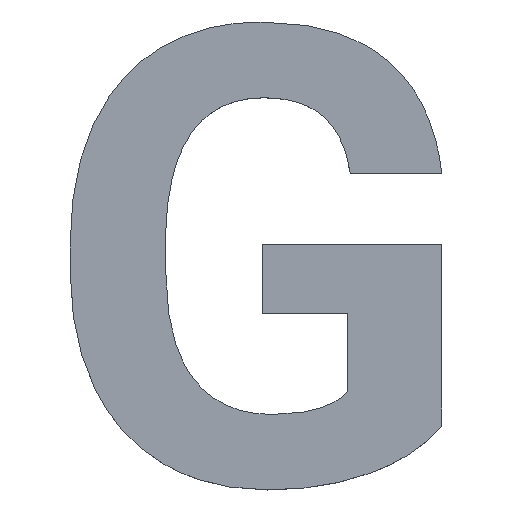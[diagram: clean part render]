
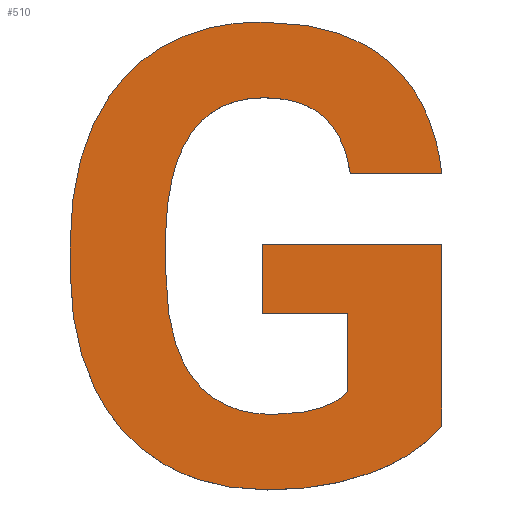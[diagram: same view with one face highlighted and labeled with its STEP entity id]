
A CAD part, top view. The second image highlights one B-rep face of the part: STEP entity #510.
In plain terms, the highlighted planar face has unit normal (0, 0, 1).
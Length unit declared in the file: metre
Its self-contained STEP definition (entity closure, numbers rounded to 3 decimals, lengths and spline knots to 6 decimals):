
#21=PLANE('',#533);
#24=LINE('',#619,#65);
#27=LINE('',#625,#68);
#30=LINE('',#631,#71);
#33=LINE('',#637,#74);
#36=LINE('',#643,#77);
#42=LINE('',#700,#83);
#49=LINE('',#774,#90);
#57=LINE('',#865,#98);
#65=VECTOR('',#540,1.);
#68=VECTOR('',#545,1.);
#71=VECTOR('',#550,1.);
#74=VECTOR('',#555,1.);
#77=VECTOR('',#560,1.);
#83=VECTOR('',#568,1.);
#90=VECTOR('',#577,1.);
#98=VECTOR('',#587,1.);
#229=ORIENTED_EDGE('',*,*,#254,.F.);
#230=ORIENTED_EDGE('',*,*,#258,.F.);
#231=ORIENTED_EDGE('',*,*,#261,.F.);
#232=ORIENTED_EDGE('',*,*,#264,.F.);
#233=ORIENTED_EDGE('',*,*,#267,.F.);
#234=ORIENTED_EDGE('',*,*,#270,.F.);
#235=ORIENTED_EDGE('',*,*,#273,.F.);
#236=ORIENTED_EDGE('',*,*,#276,.F.);
#237=ORIENTED_EDGE('',*,*,#279,.F.);
#238=ORIENTED_EDGE('',*,*,#282,.F.);
#239=ORIENTED_EDGE('',*,*,#285,.F.);
#240=ORIENTED_EDGE('',*,*,#288,.F.);
#241=ORIENTED_EDGE('',*,*,#291,.F.);
#242=ORIENTED_EDGE('',*,*,#294,.F.);
#243=ORIENTED_EDGE('',*,*,#297,.F.);
#244=ORIENTED_EDGE('',*,*,#300,.F.);
#245=ORIENTED_EDGE('',*,*,#303,.F.);
#246=ORIENTED_EDGE('',*,*,#306,.F.);
#247=ORIENTED_EDGE('',*,*,#309,.F.);
#248=ORIENTED_EDGE('',*,*,#312,.F.);
#249=ORIENTED_EDGE('',*,*,#315,.F.);
#250=ORIENTED_EDGE('',*,*,#318,.F.);
#251=ORIENTED_EDGE('',*,*,#321,.F.);
#252=ORIENTED_EDGE('',*,*,#324,.F.);
#253=ORIENTED_EDGE('',*,*,#327,.F.);
#254=EDGE_CURVE('',#329,#330,#379,.T.);
#258=EDGE_CURVE('',#333,#329,#24,.T.);
#261=EDGE_CURVE('',#335,#333,#27,.T.);
#264=EDGE_CURVE('',#337,#335,#30,.T.);
#267=EDGE_CURVE('',#339,#337,#33,.T.);
#270=EDGE_CURVE('',#341,#339,#36,.T.);
#273=EDGE_CURVE('',#343,#341,#381,.T.);
#276=EDGE_CURVE('',#345,#343,#383,.T.);
#279=EDGE_CURVE('',#347,#345,#385,.T.);
#282=EDGE_CURVE('',#349,#347,#42,.T.);
#285=EDGE_CURVE('',#351,#349,#387,.T.);
#288=EDGE_CURVE('',#353,#351,#389,.T.);
#291=EDGE_CURVE('',#355,#353,#391,.T.);
#294=EDGE_CURVE('',#357,#355,#393,.T.);
#297=EDGE_CURVE('',#359,#357,#49,.T.);
#300=EDGE_CURVE('',#361,#359,#395,.T.);
#303=EDGE_CURVE('',#363,#361,#397,.T.);
#306=EDGE_CURVE('',#365,#363,#399,.T.);
#309=EDGE_CURVE('',#367,#365,#401,.T.);
#312=EDGE_CURVE('',#369,#367,#403,.T.);
#315=EDGE_CURVE('',#371,#369,#57,.T.);
#318=EDGE_CURVE('',#373,#371,#405,.T.);
#321=EDGE_CURVE('',#375,#373,#407,.T.);
#324=EDGE_CURVE('',#377,#375,#409,.T.);
#327=EDGE_CURVE('',#330,#377,#411,.T.);
#329=VERTEX_POINT('',#609);
#330=VERTEX_POINT('',#610);
#333=VERTEX_POINT('',#620);
#335=VERTEX_POINT('',#626);
#337=VERTEX_POINT('',#632);
#339=VERTEX_POINT('',#638);
#341=VERTEX_POINT('',#644);
#343=VERTEX_POINT('',#659);
#345=VERTEX_POINT('',#676);
#347=VERTEX_POINT('',#693);
#349=VERTEX_POINT('',#701);
#351=VERTEX_POINT('',#716);
#353=VERTEX_POINT('',#733);
#355=VERTEX_POINT('',#750);
#357=VERTEX_POINT('',#767);
#359=VERTEX_POINT('',#775);
#361=VERTEX_POINT('',#790);
#363=VERTEX_POINT('',#807);
#365=VERTEX_POINT('',#824);
#367=VERTEX_POINT('',#841);
#369=VERTEX_POINT('',#858);
#371=VERTEX_POINT('',#866);
#373=VERTEX_POINT('',#881);
#375=VERTEX_POINT('',#898);
#377=VERTEX_POINT('',#915);
#379=B_SPLINE_CURVE_WITH_KNOTS('',2,(#606,#607,#608),.UNSPECIFIED.,.F.,
 .F.,(3,3),(0.,1.),.PIECEWISE_BEZIER_KNOTS.);
#381=B_SPLINE_CURVE_WITH_KNOTS('',2,(#656,#657,#658),.UNSPECIFIED.,.F.,
 .F.,(3,3),(0.,1.),.PIECEWISE_BEZIER_KNOTS.);
#383=B_SPLINE_CURVE_WITH_KNOTS('',2,(#673,#674,#675),.UNSPECIFIED.,.F.,
 .F.,(3,3),(0.,1.),.PIECEWISE_BEZIER_KNOTS.);
#385=B_SPLINE_CURVE_WITH_KNOTS('',2,(#690,#691,#692),.UNSPECIFIED.,.F.,
 .F.,(3,3),(0.,1.),.PIECEWISE_BEZIER_KNOTS.);
#387=B_SPLINE_CURVE_WITH_KNOTS('',2,(#713,#714,#715),.UNSPECIFIED.,.F.,
 .F.,(3,3),(0.,1.),.PIECEWISE_BEZIER_KNOTS.);
#389=B_SPLINE_CURVE_WITH_KNOTS('',2,(#730,#731,#732),.UNSPECIFIED.,.F.,
 .F.,(3,3),(0.,1.),.PIECEWISE_BEZIER_KNOTS.);
#391=B_SPLINE_CURVE_WITH_KNOTS('',2,(#747,#748,#749),.UNSPECIFIED.,.F.,
 .F.,(3,3),(0.,1.),.PIECEWISE_BEZIER_KNOTS.);
#393=B_SPLINE_CURVE_WITH_KNOTS('',2,(#764,#765,#766),.UNSPECIFIED.,.F.,
 .F.,(3,3),(0.,1.),.PIECEWISE_BEZIER_KNOTS.);
#395=B_SPLINE_CURVE_WITH_KNOTS('',2,(#787,#788,#789),.UNSPECIFIED.,.F.,
 .F.,(3,3),(0.,1.),.PIECEWISE_BEZIER_KNOTS.);
#397=B_SPLINE_CURVE_WITH_KNOTS('',2,(#804,#805,#806),.UNSPECIFIED.,.F.,
 .F.,(3,3),(0.,1.),.PIECEWISE_BEZIER_KNOTS.);
#399=B_SPLINE_CURVE_WITH_KNOTS('',2,(#821,#822,#823),.UNSPECIFIED.,.F.,
 .F.,(3,3),(0.,1.),.PIECEWISE_BEZIER_KNOTS.);
#401=B_SPLINE_CURVE_WITH_KNOTS('',2,(#838,#839,#840),.UNSPECIFIED.,.F.,
 .F.,(3,3),(0.,1.),.PIECEWISE_BEZIER_KNOTS.);
#403=B_SPLINE_CURVE_WITH_KNOTS('',2,(#855,#856,#857),.UNSPECIFIED.,.F.,
 .F.,(3,3),(0.,1.),.PIECEWISE_BEZIER_KNOTS.);
#405=B_SPLINE_CURVE_WITH_KNOTS('',2,(#878,#879,#880),.UNSPECIFIED.,.F.,
 .F.,(3,3),(0.,1.),.PIECEWISE_BEZIER_KNOTS.);
#407=B_SPLINE_CURVE_WITH_KNOTS('',2,(#895,#896,#897),.UNSPECIFIED.,.F.,
 .F.,(3,3),(0.,1.),.PIECEWISE_BEZIER_KNOTS.);
#409=B_SPLINE_CURVE_WITH_KNOTS('',2,(#912,#913,#914),.UNSPECIFIED.,.F.,
 .F.,(3,3),(0.,1.),.PIECEWISE_BEZIER_KNOTS.);
#411=B_SPLINE_CURVE_WITH_KNOTS('',2,(#929,#930,#931),.UNSPECIFIED.,.F.,
 .F.,(3,3),(0.,1.),.PIECEWISE_BEZIER_KNOTS.);
#439=EDGE_LOOP('',(#229,#230,#231,#232,#233,#234,#235,#236,#237,#238,#239,
#240,#241,#242,#243,#244,#245,#246,#247,#248,#249,#250,#251,#252,#253));
#466=FACE_BOUND('',#439,.T.);
#510=ADVANCED_FACE('',(#466),#21,.T.);
#533=AXIS2_PLACEMENT_3D('',#936,#595,#596);
#540=DIRECTION('',(0.,-1.,0.));
#545=DIRECTION('',(1.,0.,0.));
#550=DIRECTION('',(0.,1.,0.));
#555=DIRECTION('',(-1.,0.,0.));
#560=DIRECTION('',(0.,1.,0.));
#568=DIRECTION('',(0.,-1.,0.));
#577=DIRECTION('',(-1.,0.,0.));
#587=DIRECTION('',(0.,1.,0.));
#595=DIRECTION('',(0.,0.,1.));
#596=DIRECTION('',(1.,0.,0.));
#606=CARTESIAN_POINT('',(0.102049,-0.032276,0.0095));
#607=CARTESIAN_POINT('',(0.101741,-0.032644,0.0095));
#608=CARTESIAN_POINT('',(0.101179,-0.032847,0.0095));
#609=CARTESIAN_POINT('',(0.102049,-0.032276,0.0095));
#610=CARTESIAN_POINT('',(0.101179,-0.032847,0.0095));
#619=CARTESIAN_POINT('',(0.102049,-0.031172,0.0095));
#620=CARTESIAN_POINT('',(0.102049,-0.030069,0.0095));
#625=CARTESIAN_POINT('',(0.100961,-0.030069,0.0095));
#626=CARTESIAN_POINT('',(0.099873,-0.030069,0.0095));
#631=CARTESIAN_POINT('',(0.099873,-0.030489,0.0095));
#632=CARTESIAN_POINT('',(0.099873,-0.030908,0.0095));
#637=CARTESIAN_POINT('',(0.100392,-0.030908,0.0095));
#638=CARTESIAN_POINT('',(0.10091,-0.030908,0.0095));
#643=CARTESIAN_POINT('',(0.10091,-0.031385,0.0095));
#644=CARTESIAN_POINT('',(0.10091,-0.031861,0.0095));
#656=CARTESIAN_POINT('',(0.099995,-0.032135,0.0095));
#657=CARTESIAN_POINT('',(0.100637,-0.032135,0.0095));
#658=CARTESIAN_POINT('',(0.10091,-0.031861,0.0095));
#659=CARTESIAN_POINT('',(0.099995,-0.032135,0.0095));
#673=CARTESIAN_POINT('',(0.099026,-0.03169,0.0095));
#674=CARTESIAN_POINT('',(0.099357,-0.032135,0.0095));
#675=CARTESIAN_POINT('',(0.099995,-0.032135,0.0095));
#676=CARTESIAN_POINT('',(0.099026,-0.03169,0.0095));
#690=CARTESIAN_POINT('',(0.098696,-0.030376,0.0095));
#691=CARTESIAN_POINT('',(0.098696,-0.031246,0.0095));
#692=CARTESIAN_POINT('',(0.099026,-0.03169,0.0095));
#693=CARTESIAN_POINT('',(0.098696,-0.030376,0.0095));
#700=CARTESIAN_POINT('',(0.098696,-0.0302,0.0095));
#701=CARTESIAN_POINT('',(0.098696,-0.030024,0.0095));
#713=CARTESIAN_POINT('',(0.099003,-0.028725,0.0095));
#714=CARTESIAN_POINT('',(0.098699,-0.029161,0.0095));
#715=CARTESIAN_POINT('',(0.098696,-0.030024,0.0095));
#716=CARTESIAN_POINT('',(0.099003,-0.028725,0.0095));
#730=CARTESIAN_POINT('',(0.099888,-0.028288,0.0095));
#731=CARTESIAN_POINT('',(0.099307,-0.028288,0.0095));
#732=CARTESIAN_POINT('',(0.099003,-0.028725,0.0095));
#733=CARTESIAN_POINT('',(0.099888,-0.028288,0.0095));
#747=CARTESIAN_POINT('',(0.100604,-0.028508,0.0095));
#748=CARTESIAN_POINT('',(0.100344,-0.028288,0.0095));
#749=CARTESIAN_POINT('',(0.099888,-0.028288,0.0095));
#750=CARTESIAN_POINT('',(0.100604,-0.028508,0.0095));
#764=CARTESIAN_POINT('',(0.10094,-0.029203,0.0095));
#765=CARTESIAN_POINT('',(0.100864,-0.028728,0.0095));
#766=CARTESIAN_POINT('',(0.100604,-0.028508,0.0095));
#767=CARTESIAN_POINT('',(0.10094,-0.029203,0.0095));
#774=CARTESIAN_POINT('',(0.101495,-0.029203,0.0095));
#775=CARTESIAN_POINT('',(0.102049,-0.029203,0.0095));
#787=CARTESIAN_POINT('',(0.101392,-0.027837,0.0095));
#788=CARTESIAN_POINT('',(0.101947,-0.028307,0.0095));
#789=CARTESIAN_POINT('',(0.102049,-0.029203,0.0095));
#790=CARTESIAN_POINT('',(0.101392,-0.027837,0.0095));
#804=CARTESIAN_POINT('',(0.099854,-0.027368,0.0095));
#805=CARTESIAN_POINT('',(0.100837,-0.027368,0.0095));
#806=CARTESIAN_POINT('',(0.101392,-0.027837,0.0095));
#807=CARTESIAN_POINT('',(0.099854,-0.027368,0.0095));
#821=CARTESIAN_POINT('',(0.098622,-0.02769,0.0095));
#822=CARTESIAN_POINT('',(0.099148,-0.027368,0.0095));
#823=CARTESIAN_POINT('',(0.099854,-0.027368,0.0095));
#824=CARTESIAN_POINT('',(0.098622,-0.02769,0.0095));
#838=CARTESIAN_POINT('',(0.097817,-0.028616,0.0095));
#839=CARTESIAN_POINT('',(0.098095,-0.028011,0.0095));
#840=CARTESIAN_POINT('',(0.098622,-0.02769,0.0095));
#841=CARTESIAN_POINT('',(0.097817,-0.028616,0.0095));
#855=CARTESIAN_POINT('',(0.097538,-0.03005,0.0095));
#856=CARTESIAN_POINT('',(0.097538,-0.029222,0.0095));
#857=CARTESIAN_POINT('',(0.097817,-0.028616,0.0095));
#858=CARTESIAN_POINT('',(0.097538,-0.03005,0.0095));
#865=CARTESIAN_POINT('',(0.097538,-0.030238,0.0095));
#866=CARTESIAN_POINT('',(0.097538,-0.030426,0.0095));
#878=CARTESIAN_POINT('',(0.097839,-0.031828,0.0095));
#879=CARTESIAN_POINT('',(0.097545,-0.031232,0.0095));
#880=CARTESIAN_POINT('',(0.097538,-0.030426,0.0095));
#881=CARTESIAN_POINT('',(0.097839,-0.031828,0.0095));
#895=CARTESIAN_POINT('',(0.098675,-0.032737,0.0095));
#896=CARTESIAN_POINT('',(0.098133,-0.032424,0.0095));
#897=CARTESIAN_POINT('',(0.097839,-0.031828,0.0095));
#898=CARTESIAN_POINT('',(0.098675,-0.032737,0.0095));
#912=CARTESIAN_POINT('',(0.099934,-0.033051,0.0095));
#913=CARTESIAN_POINT('',(0.099216,-0.033051,0.0095));
#914=CARTESIAN_POINT('',(0.098675,-0.032737,0.0095));
#915=CARTESIAN_POINT('',(0.099934,-0.033051,0.0095));
#929=CARTESIAN_POINT('',(0.101179,-0.032847,0.0095));
#930=CARTESIAN_POINT('',(0.100617,-0.033051,0.0095));
#931=CARTESIAN_POINT('',(0.099934,-0.033051,0.0095));
#936=CARTESIAN_POINT('',(0.104891,-0.015824,0.0095));
